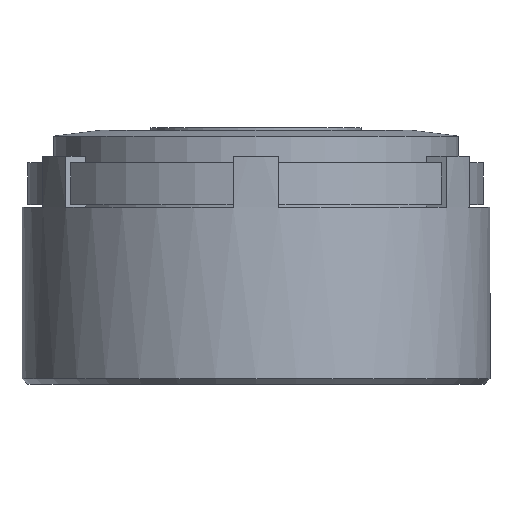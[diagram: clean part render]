
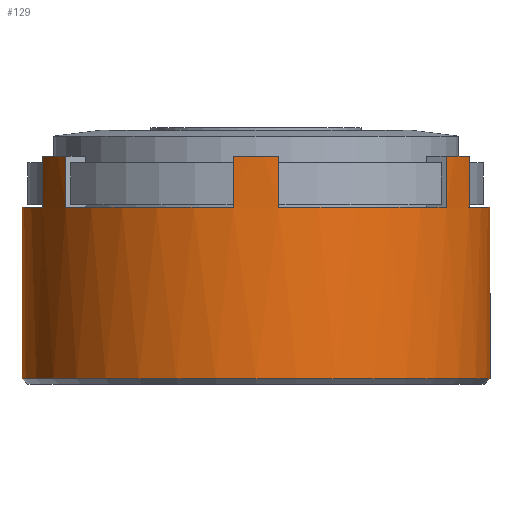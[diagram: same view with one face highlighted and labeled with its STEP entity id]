
A CAD part, front view. The second image highlights one B-rep face of the part: STEP entity #129.
In plain terms, the highlighted cylindrical face has radius 41 mm (diameter 82 mm), a partial arc.
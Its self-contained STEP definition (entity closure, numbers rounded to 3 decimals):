
#76 = EDGE_CURVE ( 'NONE', #99, #83, #3342, .T. ) ;
#81 = VERTEX_POINT ( 'NONE', #3376 ) ;
#83 = VERTEX_POINT ( 'NONE', #3367 ) ;
#87 = EDGE_CURVE ( 'NONE', #807, #117, #3359, .T. ) ;
#99 = VERTEX_POINT ( 'NONE', #3383 ) ;
#117 = VERTEX_POINT ( 'NONE', #3430 ) ;
#121 = ORIENTED_EDGE ( 'NONE', *, *, #810, .F. ) ;
#129 = ADVANCED_FACE ( 'NONE', ( #3489 ), #3472, .T. ) ;
#130 = VERTEX_POINT ( 'NONE', #3483 ) ;
#133 = VERTEX_POINT ( 'NONE', #3467 ) ;
#134 = EDGE_CURVE ( 'NONE', #148, #133, #3485, .T. ) ;
#147 = EDGE_CURVE ( 'NONE', #81, #130, #3544, .T. ) ;
#148 = VERTEX_POINT ( 'NONE', #3529 ) ;
#149 = EDGE_LOOP ( 'NONE', ( #121, #179, #170, #197, #180, #175, #193, #192, #216, #232, #217, #233, #214, #234, #237, #224 ) ) ;
#154 = VERTEX_POINT ( 'NONE', #3536 ) ;
#157 = EDGE_CURVE ( 'NONE', #199, #777, #3556, .T. ) ;
#163 = EDGE_CURVE ( 'NONE', #199, #133, #3563, .T. ) ;
#170 = ORIENTED_EDGE ( 'NONE', *, *, #163, .T. ) ;
#175 = ORIENTED_EDGE ( 'NONE', *, *, #147, .F. ) ;
#179 = ORIENTED_EDGE ( 'NONE', *, *, #157, .F. ) ;
#180 = ORIENTED_EDGE ( 'NONE', *, *, #201, .F. ) ;
#190 = EDGE_CURVE ( 'NONE', #202, #154, #2362, .T. ) ;
#192 = ORIENTED_EDGE ( 'NONE', *, *, #190, .F. ) ;
#193 = ORIENTED_EDGE ( 'NONE', *, *, #194, .T. ) ;
#194 = EDGE_CURVE ( 'NONE', #81, #154, #2353, .T. ) ;
#197 = ORIENTED_EDGE ( 'NONE', *, *, #134, .F. ) ;
#199 = VERTEX_POINT ( 'NONE', #2410 ) ;
#201 = EDGE_CURVE ( 'NONE', #130, #148, #2422, .T. ) ;
#202 = VERTEX_POINT ( 'NONE', #2417 ) ;
#213 = EDGE_CURVE ( 'NONE', #99, #254, #2451, .T. ) ;
#214 = ORIENTED_EDGE ( 'NONE', *, *, #215, .F. ) ;
#215 = EDGE_CURVE ( 'NONE', #117, #293, #2443, .T. ) ;
#216 = ORIENTED_EDGE ( 'NONE', *, *, #246, .F. ) ;
#217 = ORIENTED_EDGE ( 'NONE', *, *, #213, .T. ) ;
#224 = ORIENTED_EDGE ( 'NONE', *, *, #225, .T. ) ;
#225 = EDGE_CURVE ( 'NONE', #675, #681, #2461, .T. ) ;
#232 = ORIENTED_EDGE ( 'NONE', *, *, #76, .F. ) ;
#233 = ORIENTED_EDGE ( 'NONE', *, *, #290, .F. ) ;
#234 = ORIENTED_EDGE ( 'NONE', *, *, #87, .F. ) ;
#237 = ORIENTED_EDGE ( 'NONE', *, *, #793, .T. ) ;
#246 = EDGE_CURVE ( 'NONE', #83, #202, #2516, .T. ) ;
#254 = VERTEX_POINT ( 'NONE', #2550 ) ;
#290 = EDGE_CURVE ( 'NONE', #293, #254, #2616, .T. ) ;
#293 = VERTEX_POINT ( 'NONE', #2630 ) ;
#675 = VERTEX_POINT ( 'NONE', #1155 ) ;
#681 = VERTEX_POINT ( 'NONE', #1160 ) ;
#777 = VERTEX_POINT ( 'NONE', #1339 ) ;
#793 = EDGE_CURVE ( 'NONE', #807, #675, #1367, .T. ) ;
#807 = VERTEX_POINT ( 'NONE', #1758 ) ;
#810 = EDGE_CURVE ( 'NONE', #777, #681, #1766, .T. ) ;
#1155 = CARTESIAN_POINT ( 'NONE',  ( -41., 0., 1. ) ) ;
#1160 = CARTESIAN_POINT ( 'NONE',  ( 41., 0., 1. ) ) ;
#1339 = CARTESIAN_POINT ( 'NONE',  ( 41., 0., 31. ) ) ;
#1367 = LINE ( 'NONE', #1371, #1383 ) ;
#1368 = DIRECTION ( 'NONE',  ( 0., 0., -1. ) ) ;
#1371 = CARTESIAN_POINT ( 'NONE',  ( -41., 0., 40. ) ) ;
#1383 = VECTOR ( 'NONE', #1368, 1000. ) ;
#1758 = CARTESIAN_POINT ( 'NONE',  ( -41., 0., 31. ) ) ;
#1764 = VECTOR ( 'NONE', #1771, 1000. ) ;
#1765 = CARTESIAN_POINT ( 'NONE',  ( 41., 0., 40. ) ) ;
#1766 = LINE ( 'NONE', #1765, #1764 ) ;
#1771 = DIRECTION ( 'NONE',  ( 0., 0., -1. ) ) ;
#2341 = CARTESIAN_POINT ( 'NONE',  ( 0., 0., 40. ) ) ;
#2353 = LINE ( 'NONE', #2368, #2367 ) ;
#2354 = DIRECTION ( 'NONE',  ( 1., 0., 0. ) ) ;
#2355 = DIRECTION ( 'NONE',  ( 0., 0., 1. ) ) ;
#2361 = AXIS2_PLACEMENT_3D ( 'NONE', #2341, #2355, #2354 ) ;
#2362 = CIRCLE ( 'NONE', #2361, 41. ) ;
#2366 = DIRECTION ( 'NONE',  ( 0., 0., 1. ) ) ;
#2367 = VECTOR ( 'NONE', #2366, 1000. ) ;
#2368 = CARTESIAN_POINT ( 'NONE',  ( 4., -40.804, 31. ) ) ;
#2410 = CARTESIAN_POINT ( 'NONE',  ( 37.338, -16.938, 31. ) ) ;
#2414 = CARTESIAN_POINT ( 'NONE',  ( 33.338, -23.866, 31. ) ) ;
#2415 = VECTOR ( 'NONE', #2434, 1000. ) ;
#2417 = CARTESIAN_POINT ( 'NONE',  ( -4., -40.804, 40. ) ) ;
#2422 = LINE ( 'NONE', #2414, #2415 ) ;
#2434 = DIRECTION ( 'NONE',  ( 0., 0., 1. ) ) ;
#2441 = VECTOR ( 'NONE', #2453, 1000. ) ;
#2442 = CARTESIAN_POINT ( 'NONE',  ( -37.338, -16.938, 31. ) ) ;
#2443 = LINE ( 'NONE', #2442, #2441 ) ;
#2444 = DIRECTION ( 'NONE',  ( 0., 0., 1. ) ) ;
#2445 = VECTOR ( 'NONE', #2444, 1000. ) ;
#2450 = CARTESIAN_POINT ( 'NONE',  ( -33.338, -23.866, 31. ) ) ;
#2451 = LINE ( 'NONE', #2450, #2445 ) ;
#2453 = DIRECTION ( 'NONE',  ( 0., 0., 1. ) ) ;
#2459 = CARTESIAN_POINT ( 'NONE',  ( 0., 0., 1. ) ) ;
#2461 = CIRCLE ( 'NONE', #2475, 41. ) ;
#2462 = DIRECTION ( 'NONE',  ( 1., 0., 0. ) ) ;
#2465 = DIRECTION ( 'NONE',  ( 0., 0., 1. ) ) ;
#2475 = AXIS2_PLACEMENT_3D ( 'NONE', #2459, #2465, #2462 ) ;
#2516 = LINE ( 'NONE', #2537, #2554 ) ;
#2520 = DIRECTION ( 'NONE',  ( 0., 0., 1. ) ) ;
#2537 = CARTESIAN_POINT ( 'NONE',  ( -4., -40.804, 31. ) ) ;
#2550 = CARTESIAN_POINT ( 'NONE',  ( -33.338, -23.866, 40. ) ) ;
#2554 = VECTOR ( 'NONE', #2520, 1000. ) ;
#2598 = DIRECTION ( 'NONE',  ( 1., 0., 0. ) ) ;
#2602 = DIRECTION ( 'NONE',  ( 0., 0., 1. ) ) ;
#2606 = CARTESIAN_POINT ( 'NONE',  ( 0., 0., 40. ) ) ;
#2607 = AXIS2_PLACEMENT_3D ( 'NONE', #2606, #2602, #2598 ) ;
#2616 = CIRCLE ( 'NONE', #2607, 41. ) ;
#2630 = CARTESIAN_POINT ( 'NONE',  ( -37.338, -16.938, 40. ) ) ;
#3338 = CARTESIAN_POINT ( 'NONE',  ( 0., 0., 31. ) ) ;
#3340 = DIRECTION ( 'NONE',  ( 0., 0., 1. ) ) ;
#3341 = AXIS2_PLACEMENT_3D ( 'NONE', #3338, #3340, #3347 ) ;
#3342 = CIRCLE ( 'NONE', #3341, 41. ) ;
#3347 = DIRECTION ( 'NONE',  ( -1., 0., 0. ) ) ;
#3359 = CIRCLE ( 'NONE', #3380, 41. ) ;
#3367 = CARTESIAN_POINT ( 'NONE',  ( -4., -40.804, 31. ) ) ;
#3374 = DIRECTION ( 'NONE',  ( -0.5, 0.866, 0. ) ) ;
#3376 = CARTESIAN_POINT ( 'NONE',  ( 4., -40.804, 31. ) ) ;
#3378 = DIRECTION ( 'NONE',  ( 0., 0., 1. ) ) ;
#3379 = CARTESIAN_POINT ( 'NONE',  ( 0., 0., 31. ) ) ;
#3380 = AXIS2_PLACEMENT_3D ( 'NONE', #3379, #3378, #3374 ) ;
#3383 = CARTESIAN_POINT ( 'NONE',  ( -33.338, -23.866, 31. ) ) ;
#3430 = CARTESIAN_POINT ( 'NONE',  ( -37.338, -16.938, 31. ) ) ;
#3463 = DIRECTION ( 'NONE',  ( 1., 0., 0. ) ) ;
#3464 = DIRECTION ( 'NONE',  ( 0., 0., 1. ) ) ;
#3465 = CARTESIAN_POINT ( 'NONE',  ( 0., 0., 40. ) ) ;
#3466 = AXIS2_PLACEMENT_3D ( 'NONE', #3465, #3464, #3463 ) ;
#3467 = CARTESIAN_POINT ( 'NONE',  ( 37.338, -16.938, 40. ) ) ;
#3472 = CYLINDRICAL_SURFACE ( 'NONE', #3484, 41. ) ;
#3480 = DIRECTION ( 'NONE',  ( 0., 0., -1. ) ) ;
#3481 = CARTESIAN_POINT ( 'NONE',  ( 0., 0., 40. ) ) ;
#3483 = CARTESIAN_POINT ( 'NONE',  ( 33.338, -23.866, 31. ) ) ;
#3484 = AXIS2_PLACEMENT_3D ( 'NONE', #3481, #3480, #3488 ) ;
#3485 = CIRCLE ( 'NONE', #3466, 41. ) ;
#3488 = DIRECTION ( 'NONE',  ( -1., 0., 0. ) ) ;
#3489 = FACE_OUTER_BOUND ( 'NONE', #149, .T. ) ;
#3529 = CARTESIAN_POINT ( 'NONE',  ( 33.338, -23.866, 40. ) ) ;
#3532 = DIRECTION ( 'NONE',  ( 0., 0., 1. ) ) ;
#3533 = CARTESIAN_POINT ( 'NONE',  ( 0., 0., 31. ) ) ;
#3536 = CARTESIAN_POINT ( 'NONE',  ( 4., -40.804, 40. ) ) ;
#3544 = CIRCLE ( 'NONE', #3547, 41. ) ;
#3546 = DIRECTION ( 'NONE',  ( -0.5, -0.866, 0. ) ) ;
#3547 = AXIS2_PLACEMENT_3D ( 'NONE', #3533, #3532, #3546 ) ;
#3553 = DIRECTION ( 'NONE',  ( 0.5, -0.866, 0. ) ) ;
#3554 = DIRECTION ( 'NONE',  ( 0., 0., 1. ) ) ;
#3555 = AXIS2_PLACEMENT_3D ( 'NONE', #3571, #3554, #3553 ) ;
#3556 = CIRCLE ( 'NONE', #3555, 41. ) ;
#3559 = DIRECTION ( 'NONE',  ( 0., 0., 1. ) ) ;
#3561 = VECTOR ( 'NONE', #3559, 1000. ) ;
#3562 = CARTESIAN_POINT ( 'NONE',  ( 37.338, -16.938, 31. ) ) ;
#3563 = LINE ( 'NONE', #3562, #3561 ) ;
#3571 = CARTESIAN_POINT ( 'NONE',  ( 0., 0., 31. ) ) ;
